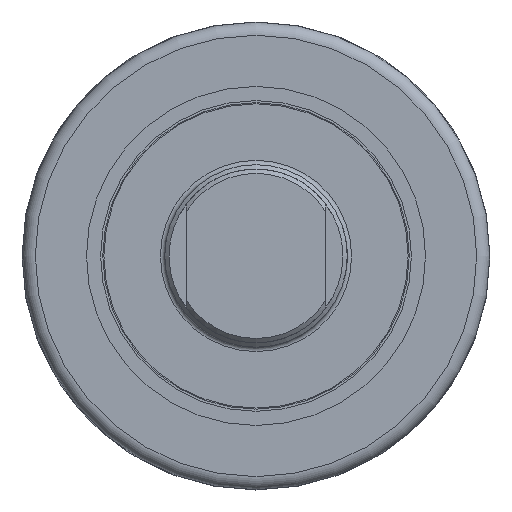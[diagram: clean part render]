
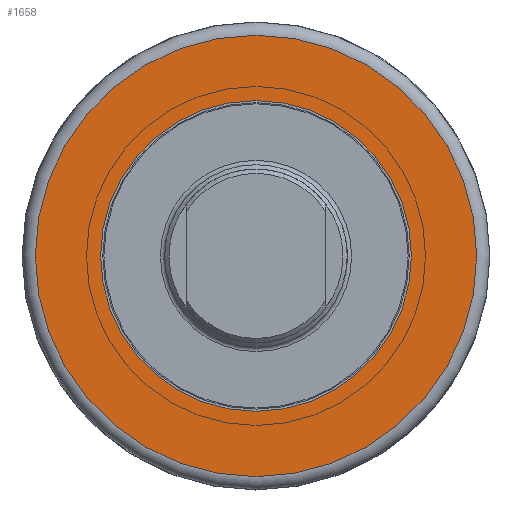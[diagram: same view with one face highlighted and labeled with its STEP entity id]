
A CAD part, left-side view. The second image highlights one B-rep face of the part: STEP entity #1658.
In plain terms, the highlighted planar face has unit normal (-1, 0, 0).
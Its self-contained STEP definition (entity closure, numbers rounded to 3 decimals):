
#49=FACE_BOUND('',#207,.T.);
#65=PLANE('',#1781);
#114=FACE_OUTER_BOUND('',#206,.T.);
#206=EDGE_LOOP('',(#1052,#1053));
#207=EDGE_LOOP('',(#1054,#1055));
#321=CIRCLE('',#1782,50.772);
#322=CIRCLE('',#1783,50.772);
#323=CIRCLE('',#1784,35.75);
#324=CIRCLE('',#1785,35.75);
#637=VERTEX_POINT('',#2579);
#638=VERTEX_POINT('',#2580);
#639=VERTEX_POINT('',#2583);
#640=VERTEX_POINT('',#2584);
#803=EDGE_CURVE('',#637,#638,#321,.T.);
#804=EDGE_CURVE('',#638,#637,#322,.T.);
#805=EDGE_CURVE('',#639,#640,#323,.T.);
#806=EDGE_CURVE('',#640,#639,#324,.T.);
#1052=ORIENTED_EDGE('',*,*,#803,.F.);
#1053=ORIENTED_EDGE('',*,*,#804,.F.);
#1054=ORIENTED_EDGE('',*,*,#805,.T.);
#1055=ORIENTED_EDGE('',*,*,#806,.T.);
#1658=ADVANCED_FACE('',(#114,#49),#65,.T.);
#1781=AXIS2_PLACEMENT_3D('',#2578,#2031,#2032);
#1782=AXIS2_PLACEMENT_3D('',#2581,#2033,#2034);
#1783=AXIS2_PLACEMENT_3D('',#2582,#2035,#2036);
#1784=AXIS2_PLACEMENT_3D('',#2585,#2037,#2038);
#1785=AXIS2_PLACEMENT_3D('',#2586,#2039,#2040);
#2031=DIRECTION('center_axis',(-1.,0.,0.));
#2032=DIRECTION('ref_axis',(0.,0.,-1.));
#2033=DIRECTION('center_axis',(1.,0.,0.));
#2034=DIRECTION('ref_axis',(0.,1.,0.));
#2035=DIRECTION('center_axis',(1.,0.,0.));
#2036=DIRECTION('ref_axis',(0.,1.,0.));
#2037=DIRECTION('center_axis',(1.,0.,0.));
#2038=DIRECTION('ref_axis',(0.,1.,0.));
#2039=DIRECTION('center_axis',(1.,0.,0.));
#2040=DIRECTION('ref_axis',(0.,1.,0.));
#2578=CARTESIAN_POINT('Origin',(96.8,-49.615,0.));
#2579=CARTESIAN_POINT('',(96.8,-53.772,0.));
#2580=CARTESIAN_POINT('',(96.8,-3.,-50.772));
#2581=CARTESIAN_POINT('Origin',(96.8,-3.,0.));
#2582=CARTESIAN_POINT('Origin',(96.8,-3.,0.));
#2583=CARTESIAN_POINT('',(96.8,32.75,0.));
#2584=CARTESIAN_POINT('',(96.8,-38.75,0.));
#2585=CARTESIAN_POINT('Origin',(96.8,-3.,0.));
#2586=CARTESIAN_POINT('Origin',(96.8,-3.,0.));
